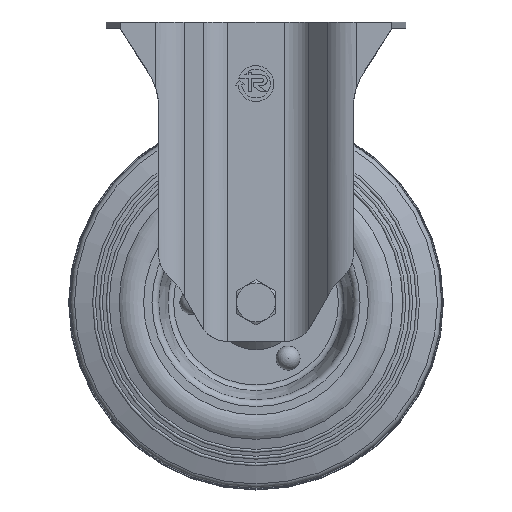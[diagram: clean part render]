
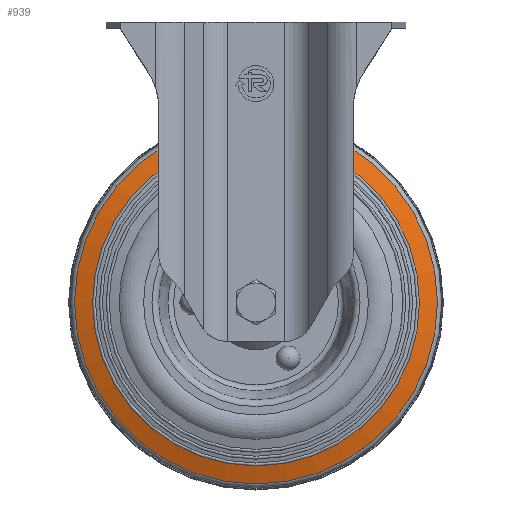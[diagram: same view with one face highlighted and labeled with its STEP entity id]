
A CAD part, top view. The second image highlights one B-rep face of the part: STEP entity #939.
In plain terms, the highlighted conical face has half-angle 71 degrees and reference radius 54.473 mm.
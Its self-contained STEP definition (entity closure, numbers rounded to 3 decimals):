
#939 = ADVANCED_FACE( '', ( #1985, #1986 ), #1987, .T. );
#1985 = FACE_OUTER_BOUND( '', #3129, .T. );
#1986 = FACE_BOUND( '', #3130, .T. );
#1987 = CONICAL_SURFACE( '', #3131, 54.473, 1.239 );
#3129 = EDGE_LOOP( '', ( #5511 ) );
#3130 = EDGE_LOOP( '', ( #5512 ) );
#3131 = AXIS2_PLACEMENT_3D( '', #5513, #5514, #5515 );
#5511 = ORIENTED_EDGE( '', *, *, #7116, .T. );
#5512 = ORIENTED_EDGE( '', *, *, #7268, .F. );
#5513 = CARTESIAN_POINT( '', ( 35.014, 0., 0. ) );
#5514 = DIRECTION( '', ( -1., 0., 0. ) );
#5515 = DIRECTION( '', ( 0., 0., 1. ) );
#7116 = EDGE_CURVE( '', #8669, #8669, #8670, .T. );
#7268 = EDGE_CURVE( '', #8864, #8864, #8865, .T. );
#8669 = VERTEX_POINT( '', #10947 );
#8670 = CIRCLE( '', #10948, 60.514 );
#8864 = VERTEX_POINT( '', #11222 );
#8865 = CIRCLE( '', #11223, 54.473 );
#10947 = CARTESIAN_POINT( '', ( 32.934, 0., -60.514 ) );
#10948 = AXIS2_PLACEMENT_3D( '', #12382, #12383, #12384 );
#11222 = CARTESIAN_POINT( '', ( 35.014, 0., -54.473 ) );
#11223 = AXIS2_PLACEMENT_3D( '', #12556, #12557, #12558 );
#12382 = CARTESIAN_POINT( '', ( 32.934, 0., 0. ) );
#12383 = DIRECTION( '', ( 1., 0., 0. ) );
#12384 = DIRECTION( '', ( 0., 0., -1. ) );
#12556 = CARTESIAN_POINT( '', ( 35.014, 0., 0. ) );
#12557 = DIRECTION( '', ( 1., 0., 0. ) );
#12558 = DIRECTION( '', ( 0., 0., -1. ) );
